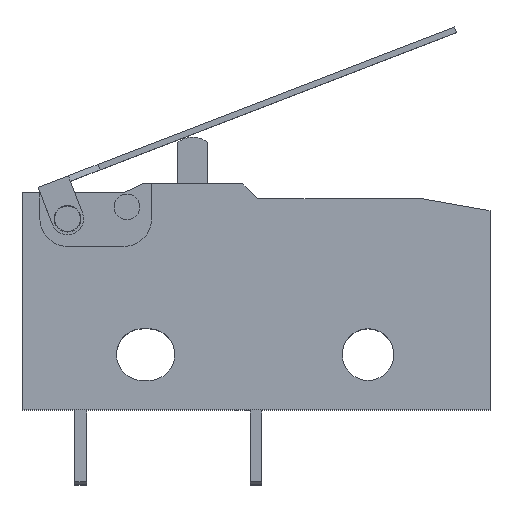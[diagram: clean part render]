
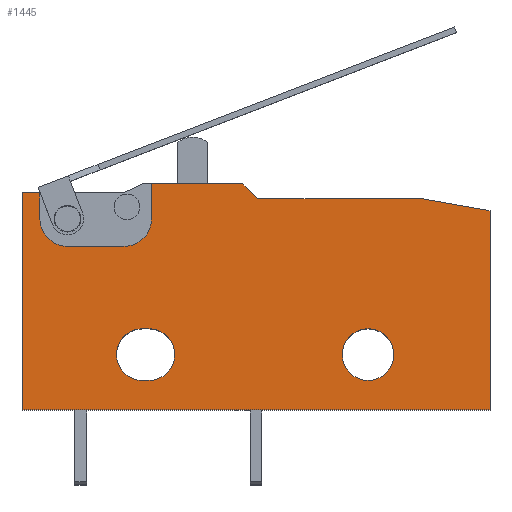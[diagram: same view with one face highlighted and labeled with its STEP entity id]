
A CAD part, top view. The second image highlights one B-rep face of the part: STEP entity #1445.
In plain terms, the highlighted planar face has unit normal (0, 0, 1).
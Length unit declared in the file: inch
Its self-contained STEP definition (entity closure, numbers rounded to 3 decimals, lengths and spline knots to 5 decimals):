
#22=FACE_BOUND('',#220,.T.);
#23=FACE_BOUND('',#221,.T.);
#60=CIRCLE('',#1558,0.0435);
#62=CIRCLE('',#1561,0.0435);
#67=CIRCLE('',#1572,0.0465);
#68=CIRCLE('',#1573,0.0465);
#69=CIRCLE('',#1574,0.0435);
#129=FACE_OUTER_BOUND('',#219,.T.);
#219=EDGE_LOOP('',(#1143,#1144,#1145,#1146,#1147,#1148,#1149,#1150,#1151,
#1152,#1153,#1154,#1155));
#220=EDGE_LOOP('',(#1156));
#221=EDGE_LOOP('',(#1157,#1158,#1159,#1160));
#332=LINE('',#2203,#498);
#361=LINE('',#2267,#527);
#371=LINE('',#2285,#537);
#374=LINE('',#2291,#540);
#375=LINE('',#2292,#541);
#376=LINE('',#2294,#542);
#377=LINE('',#2296,#543);
#378=LINE('',#2298,#544);
#379=LINE('',#2299,#545);
#380=LINE('',#2301,#546);
#381=LINE('',#2305,#547);
#382=LINE('',#2308,#548);
#383=LINE('',#2310,#549);
#498=VECTOR('',#1801,39.37008);
#527=VECTOR('',#1842,39.37008);
#537=VECTOR('',#1854,39.37008);
#540=VECTOR('',#1859,39.37008);
#541=VECTOR('',#1860,39.37008);
#542=VECTOR('',#1861,39.37008);
#543=VECTOR('',#1862,39.37008);
#544=VECTOR('',#1863,39.37008);
#545=VECTOR('',#1864,39.37008);
#546=VECTOR('',#1865,39.37008);
#547=VECTOR('',#1868,39.37008);
#548=VECTOR('',#1871,39.37008);
#549=VECTOR('',#1872,39.37008);
#655=VERTEX_POINT('',#2182);
#656=VERTEX_POINT('',#2183);
#659=VERTEX_POINT('',#2191);
#663=VERTEX_POINT('',#2200);
#664=VERTEX_POINT('',#2202);
#692=VERTEX_POINT('',#2264);
#693=VERTEX_POINT('',#2266);
#699=VERTEX_POINT('',#2282);
#700=VERTEX_POINT('',#2284);
#702=VERTEX_POINT('',#2290);
#703=VERTEX_POINT('',#2293);
#704=VERTEX_POINT('',#2295);
#705=VERTEX_POINT('',#2297);
#706=VERTEX_POINT('',#2300);
#707=VERTEX_POINT('',#2302);
#708=VERTEX_POINT('',#2304);
#709=VERTEX_POINT('',#2307);
#710=VERTEX_POINT('',#2309);
#815=EDGE_CURVE('',#655,#656,#60,.T.);
#819=EDGE_CURVE('',#659,#659,#62,.T.);
#824=EDGE_CURVE('',#664,#663,#332,.T.);
#856=EDGE_CURVE('',#693,#692,#361,.T.);
#866=EDGE_CURVE('',#700,#699,#371,.T.);
#869=EDGE_CURVE('',#700,#702,#374,.T.);
#870=EDGE_CURVE('',#699,#664,#375,.T.);
#871=EDGE_CURVE('',#663,#703,#376,.T.);
#872=EDGE_CURVE('',#703,#704,#377,.T.);
#873=EDGE_CURVE('',#704,#705,#378,.T.);
#874=EDGE_CURVE('',#705,#693,#379,.T.);
#875=EDGE_CURVE('',#706,#692,#380,.T.);
#876=EDGE_CURVE('',#707,#706,#67,.T.);
#877=EDGE_CURVE('',#708,#707,#381,.T.);
#878=EDGE_CURVE('',#702,#708,#68,.T.);
#879=EDGE_CURVE('',#656,#709,#382,.T.);
#880=EDGE_CURVE('',#710,#655,#383,.T.);
#881=EDGE_CURVE('',#709,#710,#69,.T.);
#1143=ORIENTED_EDGE('',*,*,#869,.F.);
#1144=ORIENTED_EDGE('',*,*,#866,.T.);
#1145=ORIENTED_EDGE('',*,*,#870,.T.);
#1146=ORIENTED_EDGE('',*,*,#824,.T.);
#1147=ORIENTED_EDGE('',*,*,#871,.T.);
#1148=ORIENTED_EDGE('',*,*,#872,.T.);
#1149=ORIENTED_EDGE('',*,*,#873,.T.);
#1150=ORIENTED_EDGE('',*,*,#874,.T.);
#1151=ORIENTED_EDGE('',*,*,#856,.T.);
#1152=ORIENTED_EDGE('',*,*,#875,.F.);
#1153=ORIENTED_EDGE('',*,*,#876,.F.);
#1154=ORIENTED_EDGE('',*,*,#877,.F.);
#1155=ORIENTED_EDGE('',*,*,#878,.F.);
#1156=ORIENTED_EDGE('',*,*,#819,.F.);
#1157=ORIENTED_EDGE('',*,*,#879,.F.);
#1158=ORIENTED_EDGE('',*,*,#815,.F.);
#1159=ORIENTED_EDGE('',*,*,#880,.F.);
#1160=ORIENTED_EDGE('',*,*,#881,.F.);
#1369=PLANE('',#1571);
#1445=ADVANCED_FACE('',(#129,#22,#23),#1369,.T.);
#1558=AXIS2_PLACEMENT_3D('',#2184,#1784,#1785);
#1561=AXIS2_PLACEMENT_3D('',#2192,#1792,#1793);
#1571=AXIS2_PLACEMENT_3D('',#2289,#1857,#1858);
#1572=AXIS2_PLACEMENT_3D('',#2303,#1866,#1867);
#1573=AXIS2_PLACEMENT_3D('',#2306,#1869,#1870);
#1574=AXIS2_PLACEMENT_3D('',#2311,#1873,#1874);
#1784=DIRECTION('center_axis',(0.,0.,1.));
#1785=DIRECTION('ref_axis',(1.,0.,0.));
#1792=DIRECTION('center_axis',(0.,0.,1.));
#1793=DIRECTION('ref_axis',(1.,0.,0.));
#1801=DIRECTION('',(1.,0.,0.));
#1842=DIRECTION('',(-1.,0.,0.));
#1854=DIRECTION('',(-1.,0.,0.));
#1857=DIRECTION('center_axis',(0.,0.,1.));
#1858=DIRECTION('ref_axis',(1.,0.,0.));
#1859=DIRECTION('',(0.,-1.,0.));
#1860=DIRECTION('',(0.,-1.,0.));
#1861=DIRECTION('',(0.,1.,0.));
#1862=DIRECTION('',(-0.985,0.174,0.));
#1863=DIRECTION('',(-1.,0.,0.));
#1864=DIRECTION('',(-0.707,0.707,0.));
#1865=DIRECTION('',(0.,1.,0.));
#1866=DIRECTION('center_axis',(0.,0.,1.));
#1867=DIRECTION('ref_axis',(1.,0.,0.));
#1868=DIRECTION('',(1.,0.,0.));
#1869=DIRECTION('center_axis',(0.,0.,1.));
#1870=DIRECTION('ref_axis',(1.,0.,0.));
#1871=DIRECTION('',(1.,0.,0.));
#1872=DIRECTION('',(-1.,0.,0.));
#1873=DIRECTION('center_axis',(0.,0.,1.));
#1874=DIRECTION('ref_axis',(1.,0.,0.));
#2182=CARTESIAN_POINT('',(-0.191,0.1365,0.128));
#2183=CARTESIAN_POINT('',(-0.191,0.0495,0.128));
#2184=CARTESIAN_POINT('Origin',(-0.191,0.093,0.128));
#2191=CARTESIAN_POINT('',(0.232,0.093,0.128));
#2192=CARTESIAN_POINT('Origin',(0.1885,0.093,0.128));
#2200=CARTESIAN_POINT('',(0.3935,0.,0.128));
#2202=CARTESIAN_POINT('',(-0.3935,0.,0.128));
#2203=CARTESIAN_POINT('',(-0.3935,0.,0.128));
#2264=CARTESIAN_POINT('',(-0.1755,0.38,0.128));
#2266=CARTESIAN_POINT('',(-0.022,0.38,0.128));
#2267=CARTESIAN_POINT('',(-0.022,0.38,0.128));
#2282=CARTESIAN_POINT('',(-0.3935,0.365,0.128));
#2284=CARTESIAN_POINT('',(-0.3635,0.365,0.128));
#2285=CARTESIAN_POINT('',(-0.22302,0.365,0.128));
#2289=CARTESIAN_POINT('Origin',(0.3935,0.,0.128));
#2290=CARTESIAN_POINT('',(-0.3635,0.3215,0.128));
#2291=CARTESIAN_POINT('',(-0.3635,0.365,0.128));
#2292=CARTESIAN_POINT('',(-0.3935,0.365,0.128));
#2293=CARTESIAN_POINT('',(0.3935,0.335,0.128));
#2294=CARTESIAN_POINT('',(0.3935,0.335,0.128));
#2295=CARTESIAN_POINT('',(0.28007,0.355,0.128));
#2296=CARTESIAN_POINT('',(0.3935,0.335,0.128));
#2297=CARTESIAN_POINT('',(0.003,0.355,0.128));
#2298=CARTESIAN_POINT('',(0.28007,0.355,0.128));
#2299=CARTESIAN_POINT('',(0.003,0.355,0.128));
#2300=CARTESIAN_POINT('',(-0.1755,0.3215,0.128));
#2301=CARTESIAN_POINT('',(-0.1755,0.3215,0.128));
#2302=CARTESIAN_POINT('',(-0.222,0.275,0.128));
#2303=CARTESIAN_POINT('Origin',(-0.222,0.3215,0.128));
#2304=CARTESIAN_POINT('',(-0.317,0.275,0.128));
#2305=CARTESIAN_POINT('',(-0.317,0.275,0.128));
#2306=CARTESIAN_POINT('Origin',(-0.317,0.3215,0.128));
#2307=CARTESIAN_POINT('',(-0.18,0.0495,0.128));
#2308=CARTESIAN_POINT('',(-0.191,0.0495,0.128));
#2309=CARTESIAN_POINT('',(-0.18,0.1365,0.128));
#2310=CARTESIAN_POINT('',(-0.191,0.1365,0.128));
#2311=CARTESIAN_POINT('Origin',(-0.18,0.093,0.128));
